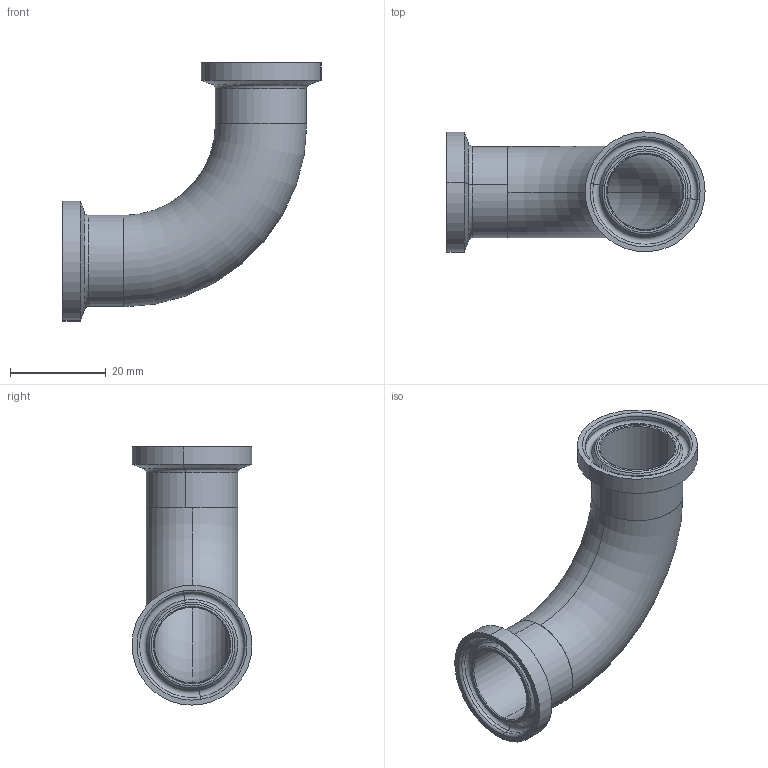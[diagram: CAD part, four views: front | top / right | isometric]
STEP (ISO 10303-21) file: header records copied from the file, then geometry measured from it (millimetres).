
FILE_DESCRIPTION (( 'STEP AP214' ), '1' );
FILE_NAME ('DT16 19.05 B.STEP', '2014-03-17T03:14:14', ( '' ), ( '' ), 'SwSTEP 2.0', 'SolidWorks 2013', '' );
FILE_SCHEMA (( 'AUTOMOTIVE_DESIGN' ));
Length unit declared in the file: inch
Products named in the file (3): 16 19.05; DT16 19.05 B; DT16 19.05
Assembly tree (3 placements, depth 2):
  DT16 19.05 B
    DT16 19.05
    16 19.05  x2
Bounding box: 53.79 x 24.99 x 53.79 mm (x, y, z)
Volume: 7485.7 mm3; surface area: 9271.6 mm2
Topology: 3 solids, 3 shells, 56 faces, 112 edges, 64 vertices
Faces by surface type: torus 24, cylinder 16, plane 8, cone 8
Entity records: 958 total; most frequent: DIRECTION 186, CARTESIAN_POINT 135, ORIENTED_EDGE 124, AXIS2_PLACEMENT_3D 87, EDGE_CURVE 62, CIRCLE 50, EDGE_LOOP 36, VERTEX_POINT 36
